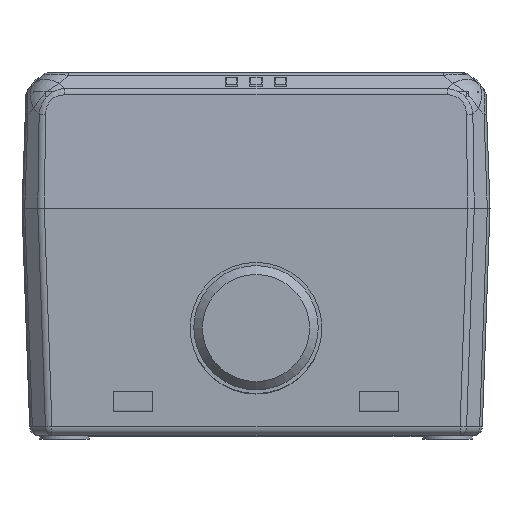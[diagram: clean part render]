
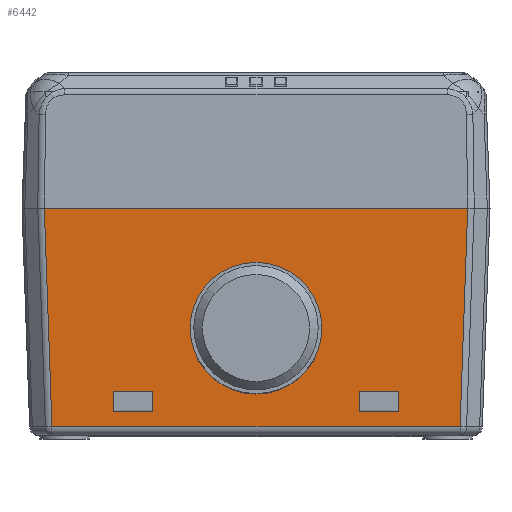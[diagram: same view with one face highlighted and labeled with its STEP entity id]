
A CAD part, front view. The second image highlights one B-rep face of the part: STEP entity #6442.
In plain terms, the highlighted planar face has unit normal (0, -0.999, -0.035).
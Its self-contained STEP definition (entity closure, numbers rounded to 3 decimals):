
#762=PLANE('',#20360);
#2989=LINE('',#40804,#4682);
#2992=LINE('',#40810,#4685);
#2994=LINE('',#40814,#4687);
#2996=LINE('',#40818,#4689);
#2997=LINE('',#40823,#4690);
#3000=LINE('',#40829,#4693);
#3002=LINE('',#40833,#4695);
#3004=LINE('',#40837,#4697);
#3072=LINE('',#41266,#4769);
#3141=LINE('',#41446,#4838);
#3142=LINE('',#41449,#4839);
#3143=LINE('',#41451,#4840);
#4682=VECTOR('',#22668,1.);
#4685=VECTOR('',#22673,1.);
#4687=VECTOR('',#22677,1.);
#4689=VECTOR('',#22681,1.);
#4690=VECTOR('',#22688,1.);
#4693=VECTOR('',#22693,1.);
#4695=VECTOR('',#22697,1.);
#4697=VECTOR('',#22701,1.);
#4769=VECTOR('',#22975,1.);
#4838=VECTOR('',#23158,1.);
#4839=VECTOR('',#23163,1.);
#4840=VECTOR('',#23164,1.);
#6442=ADVANCED_FACE('',(#7364,#7365,#7366,#7367),#762,.T.);
#7364=FACE_BOUND('',#7937,.T.);
#7365=FACE_BOUND('',#7938,.T.);
#7366=FACE_BOUND('',#7939,.T.);
#7367=FACE_BOUND('',#7940,.T.);
#7937=EDGE_LOOP('',(#10368,#10369,#10370,#10371));
#7938=EDGE_LOOP('',(#10372,#10373,#10374,#10375));
#7939=EDGE_LOOP('',(#10376));
#7940=EDGE_LOOP('',(#10377,#10378,#10379,#10380));
#10368=ORIENTED_EDGE('',*,*,#16936,.T.);
#10369=ORIENTED_EDGE('',*,*,#16934,.T.);
#10370=ORIENTED_EDGE('',*,*,#16932,.T.);
#10371=ORIENTED_EDGE('',*,*,#16929,.T.);
#10372=ORIENTED_EDGE('',*,*,#17171,.F.);
#10373=ORIENTED_EDGE('',*,*,#17172,.T.);
#10374=ORIENTED_EDGE('',*,*,#17077,.T.);
#10375=ORIENTED_EDGE('',*,*,#17169,.T.);
#10376=ORIENTED_EDGE('',*,*,#16928,.F.);
#10377=ORIENTED_EDGE('',*,*,#16927,.T.);
#10378=ORIENTED_EDGE('',*,*,#16925,.T.);
#10379=ORIENTED_EDGE('',*,*,#16923,.T.);
#10380=ORIENTED_EDGE('',*,*,#16920,.T.);
#14901=VERTEX_POINT('',#40799);
#14903=VERTEX_POINT('',#40805);
#14904=VERTEX_POINT('',#40806);
#14905=VERTEX_POINT('',#40811);
#14906=VERTEX_POINT('',#40815);
#14907=VERTEX_POINT('',#40821);
#14908=VERTEX_POINT('',#40824);
#14909=VERTEX_POINT('',#40825);
#14910=VERTEX_POINT('',#40830);
#14911=VERTEX_POINT('',#40834);
#14914=VERTEX_POINT('',#40843);
#15059=VERTEX_POINT('',#41445);
#15060=VERTEX_POINT('',#41450);
#16920=EDGE_CURVE('',#14903,#14904,#2989,.T.);
#16923=EDGE_CURVE('',#14905,#14903,#2992,.T.);
#16925=EDGE_CURVE('',#14906,#14905,#2994,.T.);
#16927=EDGE_CURVE('',#14904,#14906,#2996,.T.);
#16928=EDGE_CURVE('',#14907,#14907,#19298,.T.);
#16929=EDGE_CURVE('',#14908,#14909,#2997,.T.);
#16932=EDGE_CURVE('',#14910,#14908,#3000,.T.);
#16934=EDGE_CURVE('',#14911,#14910,#3002,.T.);
#16936=EDGE_CURVE('',#14909,#14911,#3004,.T.);
#17077=EDGE_CURVE('',#14914,#14901,#3072,.T.);
#17169=EDGE_CURVE('',#14901,#15059,#3141,.T.);
#17171=EDGE_CURVE('',#15060,#15059,#3142,.T.);
#17172=EDGE_CURVE('',#15060,#14914,#3143,.T.);
#19298=CIRCLE('',#20195,10.7);
#20195=AXIS2_PLACEMENT_3D('',#40820,#22684,#22685);
#20360=AXIS2_PLACEMENT_3D('',#41452,#23165,#23166);
#22668=DIRECTION('',(1.,0.,0.));
#22673=DIRECTION('',(0.,-0.035,0.999));
#22677=DIRECTION('',(-1.,0.,0.));
#22681=DIRECTION('',(0.,0.035,-0.999));
#22684=DIRECTION('',(0.,-0.999,-0.035));
#22685=DIRECTION('',(-1.,0.,0.));
#22688=DIRECTION('',(0.,0.035,-0.999));
#22693=DIRECTION('',(1.,0.,0.));
#22697=DIRECTION('',(0.,-0.035,0.999));
#22701=DIRECTION('',(-1.,0.,0.));
#22975=DIRECTION('',(1.,0.,0.));
#23158=DIRECTION('',(0.035,-0.035,0.999));
#23163=DIRECTION('',(1.,0.,0.));
#23164=DIRECTION('',(0.035,0.035,-0.999));
#23165=DIRECTION('',(0.,-0.999,-0.035));
#23166=DIRECTION('',(0.,0.035,-0.999));
#40799=CARTESIAN_POINT('',(33.138,-128.76,1.458));
#40804=CARTESIAN_POINT('',(-23.2,-128.959,7.151));
#40805=CARTESIAN_POINT('',(-23.2,-128.959,7.151));
#40806=CARTESIAN_POINT('',(-16.8,-128.959,7.151));
#40810=CARTESIAN_POINT('',(-23.2,-128.847,3.953));
#40811=CARTESIAN_POINT('',(-23.2,-128.847,3.953));
#40814=CARTESIAN_POINT('',(-16.8,-128.847,3.953));
#40815=CARTESIAN_POINT('',(-16.8,-128.847,3.953));
#40818=CARTESIAN_POINT('',(-16.8,-128.959,7.151));
#40820=CARTESIAN_POINT('',(0.,-129.319,17.445));
#40821=CARTESIAN_POINT('',(-10.7,-129.319,17.445));
#40823=CARTESIAN_POINT('',(23.2,-128.959,7.151));
#40824=CARTESIAN_POINT('',(23.2,-128.959,7.151));
#40825=CARTESIAN_POINT('',(23.2,-128.847,3.953));
#40829=CARTESIAN_POINT('',(16.8,-128.959,7.151));
#40830=CARTESIAN_POINT('',(16.8,-128.959,7.151));
#40833=CARTESIAN_POINT('',(16.8,-128.847,3.953));
#40834=CARTESIAN_POINT('',(16.8,-128.847,3.953));
#40837=CARTESIAN_POINT('',(23.2,-128.847,3.953));
#40843=CARTESIAN_POINT('',(-33.138,-128.76,1.458));
#41266=CARTESIAN_POINT('',(38.1,-128.76,1.458));
#41445=CARTESIAN_POINT('',(34.377,-130.,36.95));
#41446=CARTESIAN_POINT('',(34.382,-130.004,37.083));
#41449=CARTESIAN_POINT('',(38.1,-130.,36.95));
#41450=CARTESIAN_POINT('',(-34.377,-130.,36.95));
#41451=CARTESIAN_POINT('',(-34.289,-129.912,34.429));
#41452=CARTESIAN_POINT('',(38.1,-130.,36.953));
